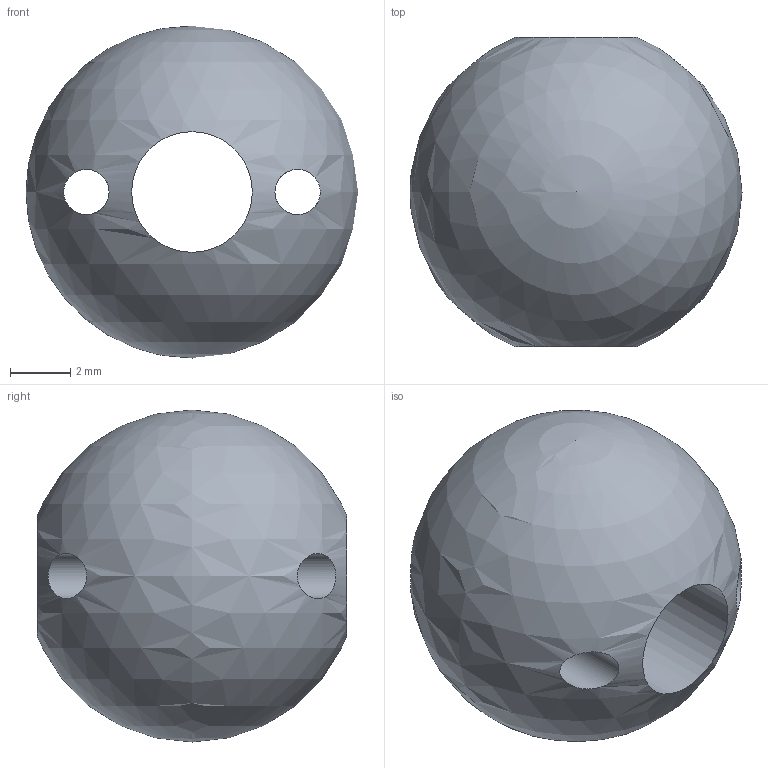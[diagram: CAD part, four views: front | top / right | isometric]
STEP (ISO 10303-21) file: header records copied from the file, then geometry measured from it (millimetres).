
FILE_DESCRIPTION(/* description */ (''),/* implementation_level */ '2;1');
FILE_NAME(/* name */ 'Nylon To Flex Adapter v4.step',/* time_stamp */ '2019-01-08T22:19:53+00:00',/* author */ ('elliott.whiteW7C4J'),/* organization */ (''),/* preprocessor_version */ 'ST-DEVELOPER v17.2',/* originating_system */ 'Autodesk Translation Framework v7.6.0.251',/* authorisation */ '');
FILE_SCHEMA (('AUTOMOTIVE_DESIGN { 1 0 10303 214 3 1 1 }'));
Length unit declared in the file: millimetre
Products named in the file (1): Nylon_To_FFlex
Bounding box: 11 x 10.25 x 11 mm (x, y, z)
Volume: 533.7 mm3; surface area: 551.8 mm2
Topology: 1 solids, 1 shells, 4 faces, 16 edges, 12 vertices
Faces by surface type: cylinder 3, sphere 1
Full cylindrical faces by diameter (mm): 1.5 x2, 4 x1
Entity records: 330 total; most frequent: CARTESIAN_POINT 167, ORIENTED_EDGE 28, DIRECTION 19, EDGE_CURVE 14, VERTEX_POINT 12, EDGE_LOOP 10, B_SPLINE_CURVE_WITH_KNOTS 8, AXIS2_PLACEMENT_3D 8
